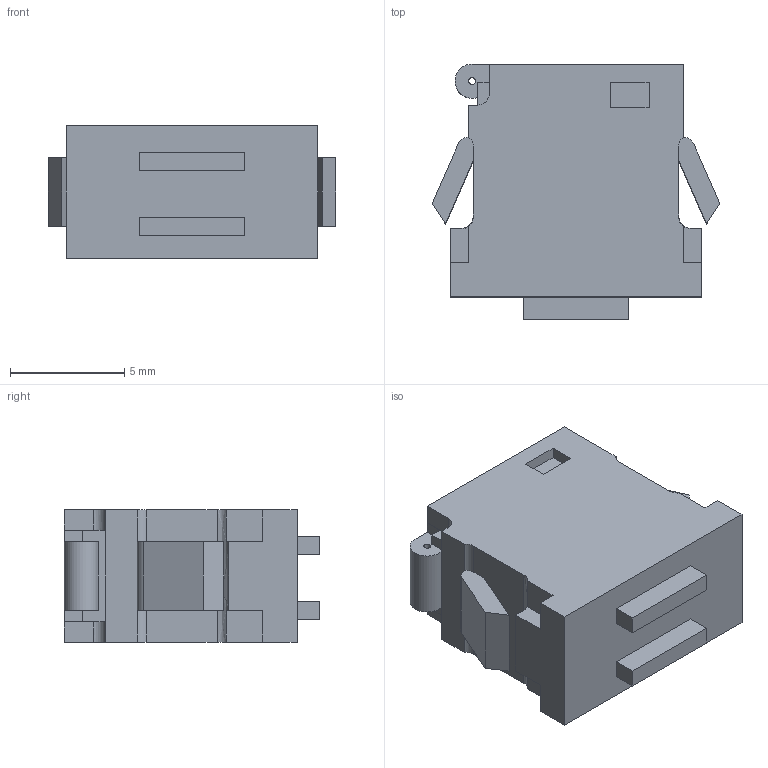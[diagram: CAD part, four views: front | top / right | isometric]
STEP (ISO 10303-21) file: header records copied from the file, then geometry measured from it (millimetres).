
FILE_DESCRIPTION((''),'2;1');
FILE_NAME('','2005-07-15T15:47:03',(''),(''),'','CADfix','');
FILE_SCHEMA(('AUTOMOTIVE_DESIGN'));
Length unit declared in the file: millimetre
Products named in the file (3): attachment; housing; TL_248_32670_36
Assembly tree (3 placements, depth 2):
  TL_248_32670_36
    attachment  x2
    housing
Bounding box: 12.6 x 11.2 x 5.8 mm (x, y, z)
Volume: 584.5 mm3; surface area: 675.9 mm2
Topology: 3 solids, 3 shells, 107 faces, 287 edges, 190 vertices
Faces by surface type: bspline 107
Entity records: 2982 total; most frequent: CARTESIAN_POINT 1243, ORIENTED_EDGE 550, EDGE_CURVE 275, QUASI_UNIFORM_CURVE 241, VERTEX_POINT 182, EDGE_LOOP 107, FACE_OUTER_BOUND 101, ADVANCED_FACE 101
